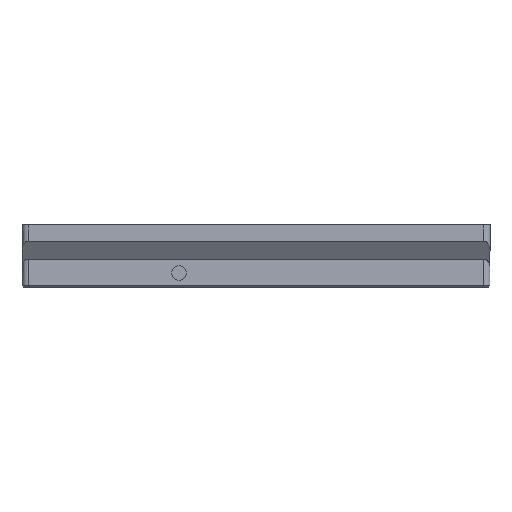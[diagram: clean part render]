
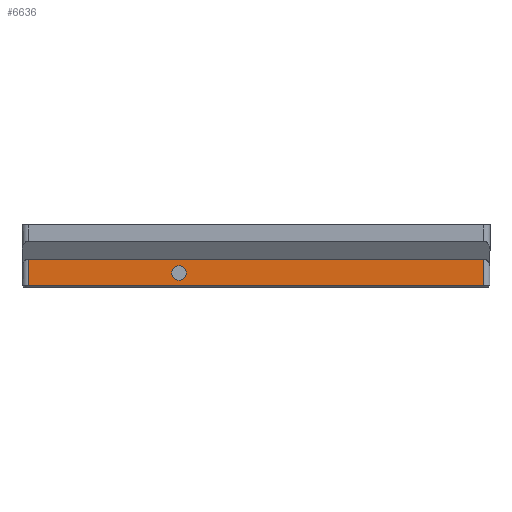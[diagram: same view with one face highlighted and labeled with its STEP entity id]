
A CAD part, front view. The second image highlights one B-rep face of the part: STEP entity #6636.
In plain terms, the highlighted planar face has unit normal (0, -1, 0).
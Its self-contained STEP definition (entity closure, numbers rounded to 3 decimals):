
#108=FACE_BOUND('',#1123,.T.);
#467=PLANE('',#7254);
#752=FACE_OUTER_BOUND('',#1122,.T.);
#1122=EDGE_LOOP('',(#5807,#5808,#5809,#5810));
#1123=EDGE_LOOP('',(#5811));
#1449=CIRCLE('',#7255,2.35);
#1972=LINE('',#11599,#2550);
#1997=LINE('',#11667,#2575);
#1998=LINE('',#11671,#2576);
#1999=LINE('',#11672,#2577);
#2550=VECTOR('',#8843,10.);
#2575=VECTOR('',#8916,10.);
#2576=VECTOR('',#8921,10.);
#2577=VECTOR('',#8922,10.);
#3214=VERTEX_POINT('',#11594);
#3215=VERTEX_POINT('',#11598);
#3234=VERTEX_POINT('',#11666);
#3235=VERTEX_POINT('',#11670);
#3236=VERTEX_POINT('',#11673);
#4118=EDGE_CURVE('',#3214,#3215,#1972,.T.);
#4152=EDGE_CURVE('',#3215,#3234,#1997,.T.);
#4154=EDGE_CURVE('',#3235,#3214,#1998,.T.);
#4155=EDGE_CURVE('',#3235,#3234,#1999,.T.);
#4156=EDGE_CURVE('',#3236,#3236,#1449,.T.);
#5807=ORIENTED_EDGE('',*,*,#4118,.F.);
#5808=ORIENTED_EDGE('',*,*,#4154,.F.);
#5809=ORIENTED_EDGE('',*,*,#4155,.T.);
#5810=ORIENTED_EDGE('',*,*,#4152,.F.);
#5811=ORIENTED_EDGE('',*,*,#4156,.T.);
#6636=ADVANCED_FACE('',(#752,#108),#467,.F.);
#7254=AXIS2_PLACEMENT_3D('',#11669,#8919,#8920);
#7255=AXIS2_PLACEMENT_3D('',#11674,#8923,#8924);
#8843=DIRECTION('',(-1.,0.,0.));
#8916=DIRECTION('',(0.,0.,1.));
#8919=DIRECTION('center_axis',(0.,1.,0.));
#8920=DIRECTION('ref_axis',(0.,0.,-1.));
#8921=DIRECTION('',(0.,0.,-1.));
#8922=DIRECTION('',(-1.,0.,0.));
#8923=DIRECTION('center_axis',(0.,1.,0.));
#8924=DIRECTION('ref_axis',(1.,0.,0.));
#11594=CARTESIAN_POINT('',(148.5,4.,0.304));
#11598=CARTESIAN_POINT('',(2.,4.,0.304));
#11599=CARTESIAN_POINT('',(80.25,4.,0.304));
#11666=CARTESIAN_POINT('',(2.,4.,8.904));
#11667=CARTESIAN_POINT('',(2.,4.,14.404));
#11669=CARTESIAN_POINT('Origin',(100.5,4.,8.904));
#11670=CARTESIAN_POINT('',(148.5,4.,8.904));
#11671=CARTESIAN_POINT('',(148.5,4.,14.404));
#11672=CARTESIAN_POINT('',(100.5,4.,8.904));
#11673=CARTESIAN_POINT('',(48.15,4.,4.404));
#11674=CARTESIAN_POINT('Origin',(50.5,4.,4.404));
